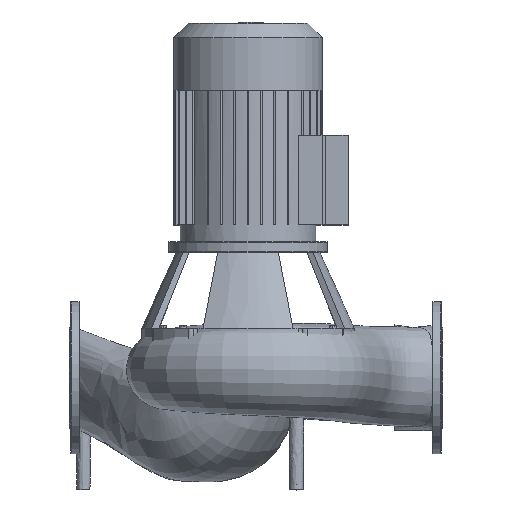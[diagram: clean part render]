
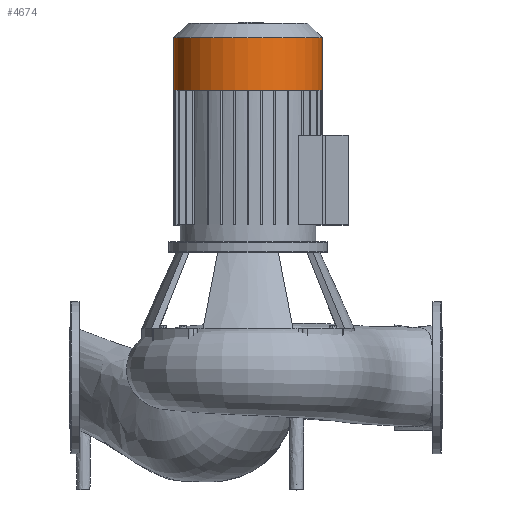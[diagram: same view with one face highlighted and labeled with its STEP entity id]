
A CAD part, top view. The second image highlights one B-rep face of the part: STEP entity #4674.
In plain terms, the highlighted cylindrical face has radius 139.5 mm (diameter 279 mm), a partial arc.
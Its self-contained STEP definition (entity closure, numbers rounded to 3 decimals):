
#280=CARTESIAN_POINT('',(474.5,539.0,275.0));
#281=VERTEX_POINT('',#280);
#282=CARTESIAN_POINT('',(474.5,637.1,275.0));
#283=VERTEX_POINT('',#282);
#284=CARTESIAN_POINT('',(474.5,539.0,275.0));
#285=DIRECTION('',(0.0,1.0,0.0));
#286=VECTOR('',#285,98.1);
#287=LINE('',#284,#286);
#288=EDGE_CURVE('',#281,#283,#287,.T.);
#290=CARTESIAN_POINT('',(195.5,539.0,275.0));
#291=VERTEX_POINT('',#290);
#299=CARTESIAN_POINT('',(195.5,637.1,275.0));
#300=VERTEX_POINT('',#299);
#301=CARTESIAN_POINT('',(195.5,539.0,275.0));
#302=DIRECTION('',(0.0,1.0,0.0));
#303=VECTOR('',#302,98.1);
#304=LINE('',#301,#303);
#305=EDGE_CURVE('',#291,#300,#304,.T.);
#3223=CARTESIAN_POINT('',(335.0,539.0,275.0));
#3224=DIRECTION('',(0.0,1.0,0.0));
#3225=DIRECTION('',(1.0,0.0,0.0));
#3226=AXIS2_PLACEMENT_3D('',#3223,#3224,#3225);
#3227=CIRCLE('',#3226,139.5);
#3228=EDGE_CURVE('',#291,#281,#3227,.T.);
#4653=CARTESIAN_POINT('',(335.0,637.1,275.0));
#4654=DIRECTION('',(0.0,1.0,0.0));
#4655=DIRECTION('',(1.0,0.0,0.0));
#4656=AXIS2_PLACEMENT_3D('',#4653,#4654,#4655);
#4657=CIRCLE('',#4656,139.5);
#4658=EDGE_CURVE('',#300,#283,#4657,.T.);
#4663=CARTESIAN_POINT('',(335.0,665.0,275.0));
#4664=DIRECTION('',(0.0,-1.0,0.0));
#4665=DIRECTION('',(1.0,0.0,0.0));
#4666=AXIS2_PLACEMENT_3D('',#4663,#4664,#4665);
#4667=CYLINDRICAL_SURFACE('',#4666,139.5);
#4668=ORIENTED_EDGE('',*,*,#288,.T.);
#4669=ORIENTED_EDGE('',*,*,#4658,.F.);
#4670=ORIENTED_EDGE('',*,*,#305,.F.);
#4671=ORIENTED_EDGE('',*,*,#3228,.T.);
#4672=EDGE_LOOP('',(#4668,#4669,#4670,#4671));
#4673=FACE_OUTER_BOUND('',#4672,.T.);
#4674=ADVANCED_FACE('',(#4673),#4667,.T.);
